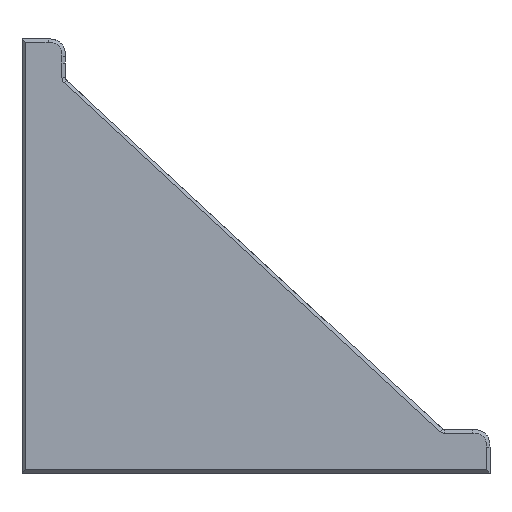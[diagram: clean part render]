
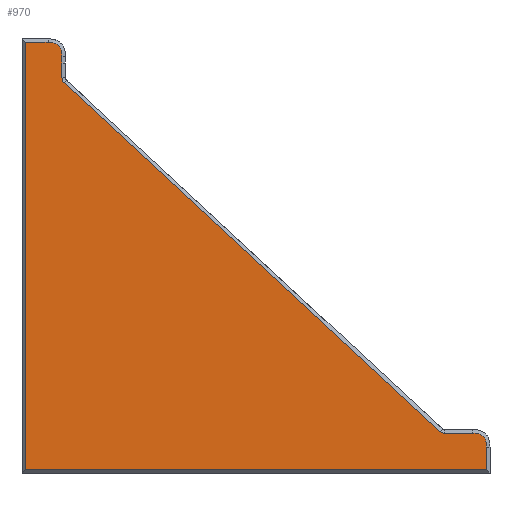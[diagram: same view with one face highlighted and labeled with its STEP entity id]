
A CAD part, front view. The second image highlights one B-rep face of the part: STEP entity #970.
In plain terms, the highlighted planar face has unit normal (0, -1, 0).
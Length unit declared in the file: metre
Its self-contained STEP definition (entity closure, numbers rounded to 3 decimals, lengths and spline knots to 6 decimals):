
#84=LINE('',#1486,#115);
#85=LINE('',#1493,#116);
#86=LINE('',#1500,#117);
#87=LINE('',#1502,#118);
#88=LINE('',#1509,#119);
#89=LINE('',#1511,#120);
#90=LINE('',#1513,#121);
#91=LINE('',#1515,#122);
#115=VECTOR('',#1137,1.);
#116=VECTOR('',#1138,1.);
#117=VECTOR('',#1139,1.);
#118=VECTOR('',#1140,1.);
#119=VECTOR('',#1141,1.);
#120=VECTOR('',#1142,1.);
#121=VECTOR('',#1143,1.);
#122=VECTOR('',#1144,1.);
#191=ORIENTED_EDGE('',*,*,#482,.T.);
#192=ORIENTED_EDGE('',*,*,#483,.T.);
#193=ORIENTED_EDGE('',*,*,#484,.T.);
#194=ORIENTED_EDGE('',*,*,#485,.T.);
#195=ORIENTED_EDGE('',*,*,#486,.T.);
#196=ORIENTED_EDGE('',*,*,#487,.T.);
#197=ORIENTED_EDGE('',*,*,#488,.T.);
#198=ORIENTED_EDGE('',*,*,#489,.T.);
#199=ORIENTED_EDGE('',*,*,#490,.T.);
#200=ORIENTED_EDGE('',*,*,#491,.T.);
#201=ORIENTED_EDGE('',*,*,#492,.T.);
#202=ORIENTED_EDGE('',*,*,#493,.T.);
#482=EDGE_CURVE('',#627,#628,#701,.T.);
#483=EDGE_CURVE('',#628,#629,#84,.T.);
#484=EDGE_CURVE('',#629,#630,#702,.T.);
#485=EDGE_CURVE('',#630,#631,#85,.T.);
#486=EDGE_CURVE('',#631,#632,#703,.T.);
#487=EDGE_CURVE('',#632,#633,#86,.T.);
#488=EDGE_CURVE('',#633,#634,#87,.T.);
#489=EDGE_CURVE('',#634,#635,#704,.T.);
#490=EDGE_CURVE('',#635,#636,#88,.T.);
#491=EDGE_CURVE('',#636,#637,#89,.T.);
#492=EDGE_CURVE('',#637,#638,#90,.T.);
#493=EDGE_CURVE('',#638,#627,#91,.T.);
#627=VERTEX_POINT('',#1484);
#628=VERTEX_POINT('',#1485);
#629=VERTEX_POINT('',#1487);
#630=VERTEX_POINT('',#1492);
#631=VERTEX_POINT('',#1494);
#632=VERTEX_POINT('',#1499);
#633=VERTEX_POINT('',#1501);
#634=VERTEX_POINT('',#1503);
#635=VERTEX_POINT('',#1508);
#636=VERTEX_POINT('',#1510);
#637=VERTEX_POINT('',#1512);
#638=VERTEX_POINT('',#1514);
#701=B_SPLINE_CURVE_WITH_KNOTS('',3,(#1480,#1481,#1482,#1483),
 .UNSPECIFIED.,.F.,.F.,(4,4),(0.,1.),.UNSPECIFIED.);
#702=B_SPLINE_CURVE_WITH_KNOTS('',3,(#1488,#1489,#1490,#1491),
 .UNSPECIFIED.,.F.,.F.,(4,4),(0.,1.),.UNSPECIFIED.);
#703=B_SPLINE_CURVE_WITH_KNOTS('',3,(#1495,#1496,#1497,#1498),
 .UNSPECIFIED.,.F.,.F.,(4,4),(0.,1.),.UNSPECIFIED.);
#704=B_SPLINE_CURVE_WITH_KNOTS('',3,(#1504,#1505,#1506,#1507),
 .UNSPECIFIED.,.F.,.F.,(4,4),(0.,1.),.UNSPECIFIED.);
#785=EDGE_LOOP('',(#191,#192,#193,#194,#195,#196,#197,#198,#199,#200,#201,
#202));
#872=FACE_BOUND('',#785,.T.);
#950=PLANE('',#1058);
#970=ADVANCED_FACE('',(#872),#950,.F.);
#1058=AXIS2_PLACEMENT_3D('',#1479,#1135,#1136);
#1135=DIRECTION('',(0.,1.,0.));
#1136=DIRECTION('',(-1.,0.,0.));
#1137=DIRECTION('',(-1.,0.,0.));
#1138=DIRECTION('',(-0.733,0.,0.68));
#1139=DIRECTION('',(0.,0.,1.));
#1140=DIRECTION('',(0.,0.,1.));
#1141=DIRECTION('',(-1.,0.,0.));
#1142=DIRECTION('',(0.,0.,-1.));
#1143=DIRECTION('',(1.,0.,0.));
#1144=DIRECTION('',(0.,0.,1.));
#1479=CARTESIAN_POINT('',(-0.01306,-0.02,0.01665));
#1480=CARTESIAN_POINT('',(0.02348,-0.02,0.013));
#1481=CARTESIAN_POINT('',(0.023516,-0.02,0.014077));
#1482=CARTESIAN_POINT('',(0.022956,-0.02,0.014636));
#1483=CARTESIAN_POINT('',(0.02188,-0.02,0.0146));
#1484=CARTESIAN_POINT('',(0.02348,-0.02,0.013));
#1485=CARTESIAN_POINT('',(0.02188,-0.02,0.0146));
#1486=CARTESIAN_POINT('',(0.018649,-0.02,0.0146));
#1487=CARTESIAN_POINT('',(0.018649,-0.02,0.0146));
#1488=CARTESIAN_POINT('',(0.018649,-0.02,0.0146));
#1489=CARTESIAN_POINT('',(0.018439,-0.02,0.014598));
#1490=CARTESIAN_POINT('',(0.018257,-0.02,0.014669));
#1491=CARTESIAN_POINT('',(0.018105,-0.02,0.014814));
#1492=CARTESIAN_POINT('',(0.018105,-0.02,0.014814));
#1493=CARTESIAN_POINT('',(0.000444,-0.02,0.031202));
#1494=CARTESIAN_POINT('',(-0.025144,-0.02,0.054948));
#1495=CARTESIAN_POINT('',(-0.025144,-0.02,0.054948));
#1496=CARTESIAN_POINT('',(-0.025307,-0.02,0.055095));
#1497=CARTESIAN_POINT('',(-0.025403,-0.02,0.055312));
#1498=CARTESIAN_POINT('',(-0.0254,-0.02,0.055535));
#1499=CARTESIAN_POINT('',(-0.0254,-0.02,0.055535));
#1500=CARTESIAN_POINT('',(-0.0254,-0.02,0.057216));
#1501=CARTESIAN_POINT('',(-0.0254,-0.02,0.057216));
#1502=CARTESIAN_POINT('',(-0.0254,-0.02,0.058));
#1503=CARTESIAN_POINT('',(-0.0254,-0.02,0.058));
#1504=CARTESIAN_POINT('',(-0.0254,-0.02,0.058));
#1505=CARTESIAN_POINT('',(-0.025364,-0.02,0.059077));
#1506=CARTESIAN_POINT('',(-0.025924,-0.02,0.059636));
#1507=CARTESIAN_POINT('',(-0.027,-0.02,0.0596));
#1508=CARTESIAN_POINT('',(-0.027,-0.02,0.0596));
#1509=CARTESIAN_POINT('',(-0.01306,-0.02,0.0596));
#1510=CARTESIAN_POINT('',(-0.0296,-0.02,0.0596));
#1511=CARTESIAN_POINT('',(-0.0296,-0.02,0.01665));
#1512=CARTESIAN_POINT('',(-0.0296,-0.02,0.0104));
#1513=CARTESIAN_POINT('',(-0.01306,-0.02,0.0104));
#1514=CARTESIAN_POINT('',(0.02348,-0.02,0.0104));
#1515=CARTESIAN_POINT('',(0.02348,-0.02,0.013));
